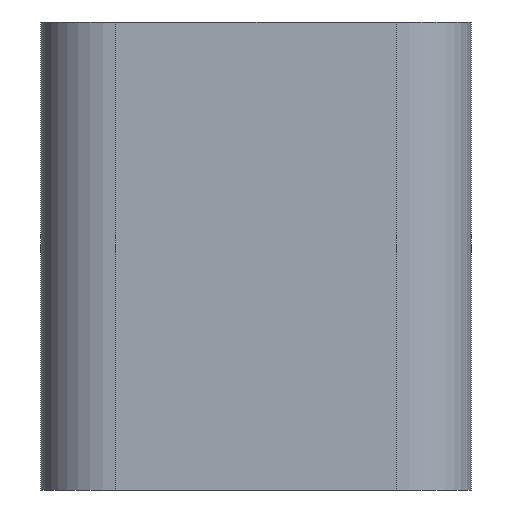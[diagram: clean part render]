
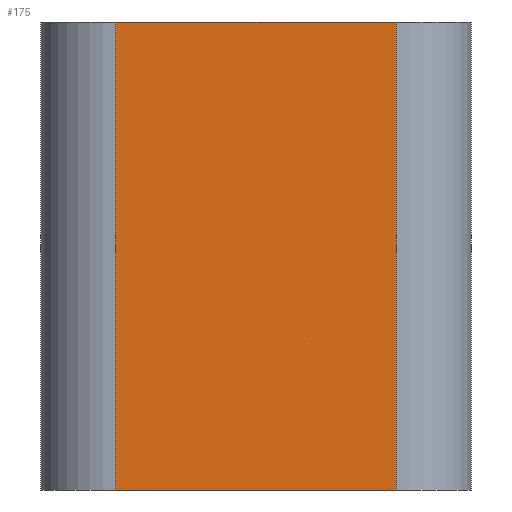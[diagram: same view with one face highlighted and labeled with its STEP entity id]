
A CAD part, left-side view. The second image highlights one B-rep face of the part: STEP entity #175.
In plain terms, the highlighted planar face has unit normal (-1, 0, 0).
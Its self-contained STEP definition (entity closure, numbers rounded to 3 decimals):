
#16=PLANE('',#210);
#23=FACE_OUTER_BOUND('',#33,.T.);
#33=EDGE_LOOP('',(#133,#134,#135,#136));
#41=LINE('',#281,#57);
#43=LINE('',#287,#59);
#47=LINE('',#301,#63);
#48=LINE('',#302,#64);
#57=VECTOR('',#227,10.);
#59=VECTOR('',#233,10.);
#63=VECTOR('',#245,10.);
#64=VECTOR('',#246,10.);
#82=VERTEX_POINT('',#278);
#83=VERTEX_POINT('',#280);
#85=VERTEX_POINT('',#286);
#91=VERTEX_POINT('',#300);
#98=EDGE_CURVE('',#82,#83,#41,.T.);
#101=EDGE_CURVE('',#83,#85,#43,.T.);
#108=EDGE_CURVE('',#82,#91,#47,.T.);
#109=EDGE_CURVE('',#85,#91,#48,.T.);
#133=ORIENTED_EDGE('',*,*,#98,.F.);
#134=ORIENTED_EDGE('',*,*,#108,.T.);
#135=ORIENTED_EDGE('',*,*,#109,.F.);
#136=ORIENTED_EDGE('',*,*,#101,.F.);
#175=ADVANCED_FACE('',(#23),#16,.T.);
#210=AXIS2_PLACEMENT_3D('',#299,#243,#244);
#227=DIRECTION('',(0.,0.,-1.));
#233=DIRECTION('',(0.,1.,0.));
#243=DIRECTION('center_axis',(-1.,0.,0.));
#244=DIRECTION('ref_axis',(0.,0.,1.));
#245=DIRECTION('',(0.,1.,0.));
#246=DIRECTION('',(0.,0.,1.));
#278=CARTESIAN_POINT('',(-23.,4.,12.5));
#280=CARTESIAN_POINT('',(-23.,4.,-12.5));
#281=CARTESIAN_POINT('',(-23.,4.,-6.25));
#286=CARTESIAN_POINT('',(-23.,19.,-12.5));
#287=CARTESIAN_POINT('',(-23.,0.,-12.5));
#299=CARTESIAN_POINT('Origin',(-23.,0.,-12.5));
#300=CARTESIAN_POINT('',(-23.,19.,12.5));
#301=CARTESIAN_POINT('',(-23.,0.,12.5));
#302=CARTESIAN_POINT('',(-23.,19.,-6.25));
